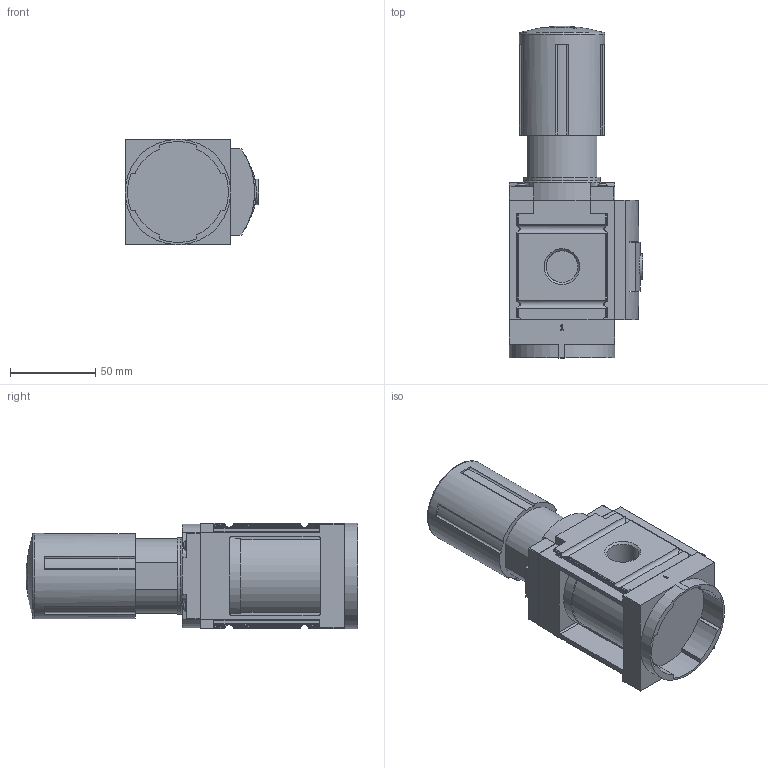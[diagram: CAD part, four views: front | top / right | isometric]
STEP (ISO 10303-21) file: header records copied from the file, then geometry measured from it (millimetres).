
FILE_DESCRIPTION(/* description */ ('STEP AP214'),/* implementation_level */ '2;1');
FILE_NAME(/* name */ '8175352_MS6-LR-1_2-D6-A8-F1A-B',/* time_stamp */ '2024-09-10T19:18:07+02:00',/* author */ ('License CC BY-ND 4.0'),/* organization */ ('CADENAS'),/* preprocessor_version */ 'ST-DEVELOPER v19.3',/* originating_system */ 'PARTsolutions',/* authorisation */ ' ');
FILE_SCHEMA (('AUTOMOTIVE_DESIGN {1 0 10303 214 3 1 1}'));
Length unit declared in the file: millimetre
Products named in the file (1): 8175352 MS6-LR-1/2-D6-A8-F1A-B---(high)
Bounding box: 78.5 x 194.73 x 62 mm (x, y, z)
Volume: 498794.2 mm3; surface area: 59574.9 mm2
Topology: 1 solids, 1 shells, 412 faces, 1137 edges, 755 vertices
Faces by surface type: plane 203, cylinder 197, torus 9, cone 3
Full cylindrical faces by diameter (mm): 6 x4, 8.566 x1, 15 x1, 18.631 x2, 45 x1, 50.23 x1
Entity records: 16077 total; most frequent: CARTESIAN_POINT 2594, DIRECTION 2220, ORIENTED_EDGE 2216, EDGE_CURVE 1108, AXIS2_PLACEMENT_3D 802, VERTEX_POINT 749, LINE 616, VECTOR 616
